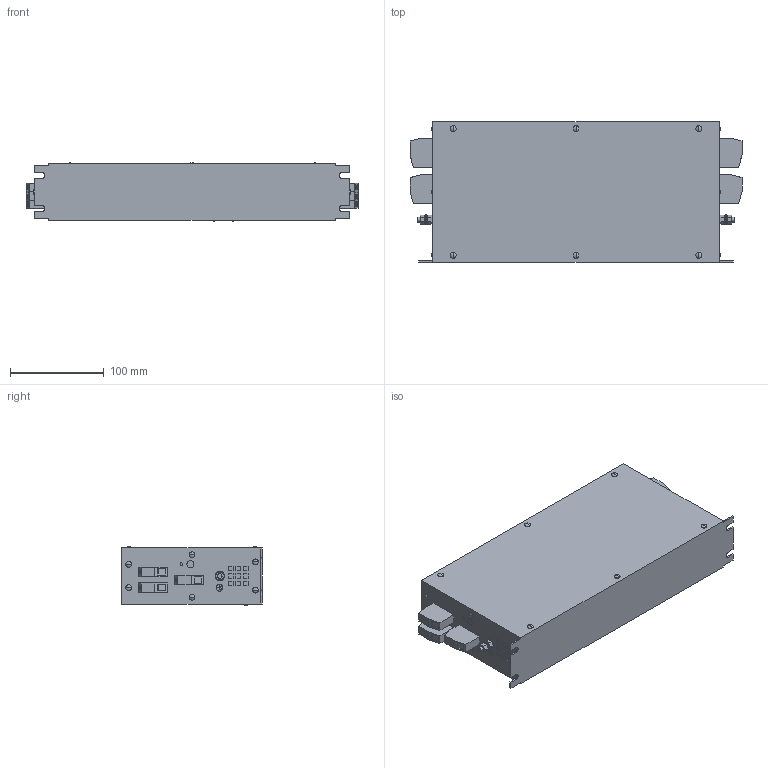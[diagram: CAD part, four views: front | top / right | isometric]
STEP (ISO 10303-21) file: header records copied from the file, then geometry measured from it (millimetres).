
FILE_DESCRIPTION (( 'STEP AP214' ), '1' );
FILE_NAME ('326792.STEP', '2024-06-19T12:07:59', ( '' ), ( '' ), 'SwSTEP 2.0', 'SolidWorks 2022', '' );
FILE_SCHEMA (( 'AUTOMOTIVE_DESIGN' ));
Length unit declared in the file: millimetre
Products named in the file (1): 326792
Bounding box: 354 x 150.05 x 62.74 mm (x, y, z)
Volume: 2790926.7 mm3; surface area: 163504.8 mm2
Topology: 1 solids, 1 shells, 821 faces, 1976 edges, 1308 vertices
Faces by surface type: plane 685, cylinder 96, sphere 40
Entity records: 23680 total; most frequent: CARTESIAN_POINT 4106, ORIENTED_EDGE 3952, DIRECTION 3940, EDGE_CURVE 1976, VECTOR 1656, LINE 1656, VERTEX_POINT 1308, AXIS2_PLACEMENT_3D 1142
